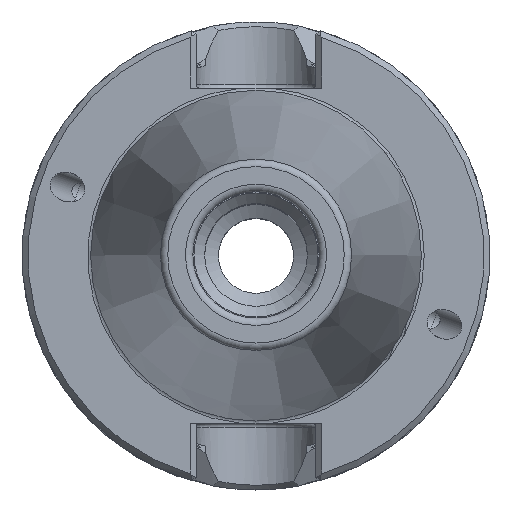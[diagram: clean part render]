
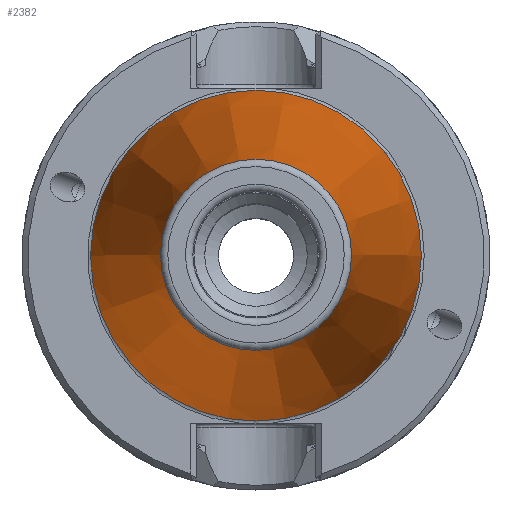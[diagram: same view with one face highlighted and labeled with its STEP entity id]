
A CAD part, top view. The second image highlights one B-rep face of the part: STEP entity #2382.
In plain terms, the highlighted conical face has half-angle 8.297 degrees and reference radius 12.871 mm.
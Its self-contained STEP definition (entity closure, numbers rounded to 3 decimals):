
#193=CONICAL_SURFACE('',#2555,12.871,0.145);
#214=CIRCLE('',#2437,22.268);
#251=CIRCLE('',#2554,12.871);
#663=ORIENTED_EDGE('',*,*,#760,.T.);
#664=ORIENTED_EDGE('',*,*,#927,.F.);
#760=EDGE_CURVE('',#974,#974,#214,.T.);
#927=EDGE_CURVE('',#1085,#1085,#251,.T.);
#974=VERTEX_POINT('',#3180);
#1085=VERTEX_POINT('',#3760);
#1263=EDGE_LOOP('',(#663));
#1264=EDGE_LOOP('',(#664));
#1431=FACE_BOUND('',#1263,.T.);
#1432=FACE_BOUND('',#1264,.T.);
#2382=ADVANCED_FACE('',(#1431,#1432),#193,.T.);
#2437=AXIS2_PLACEMENT_3D('',#3179,#2650,#2651);
#2554=AXIS2_PLACEMENT_3D('',#3759,#2948,#2949);
#2555=AXIS2_PLACEMENT_3D('',#3761,#2950,#2951);
#2650=DIRECTION('',(0.,0.,1.));
#2651=DIRECTION('',(1.,0.,0.));
#2948=DIRECTION('',(0.,0.,1.));
#2949=DIRECTION('',(1.,0.,0.));
#2950=DIRECTION('',(0.,0.,-1.));
#2951=DIRECTION('',(-1.,0.,0.));
#3179=CARTESIAN_POINT('',(0.,0.,0.106));
#3180=CARTESIAN_POINT('',(22.268,0.,0.106));
#3759=CARTESIAN_POINT('',(0.,0.,64.544));
#3760=CARTESIAN_POINT('',(12.871,0.,64.544));
#3761=CARTESIAN_POINT('',(0.,0.,64.544));
